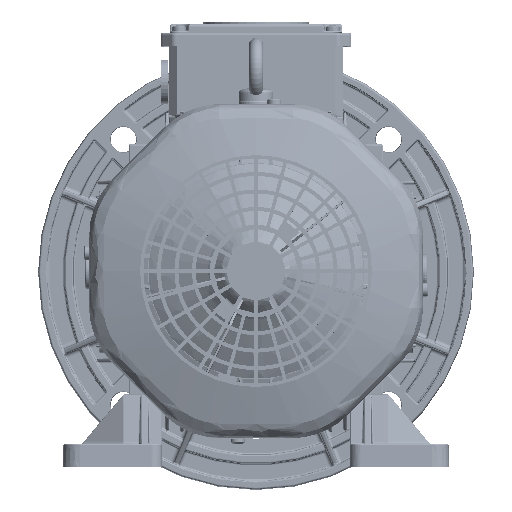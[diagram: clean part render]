
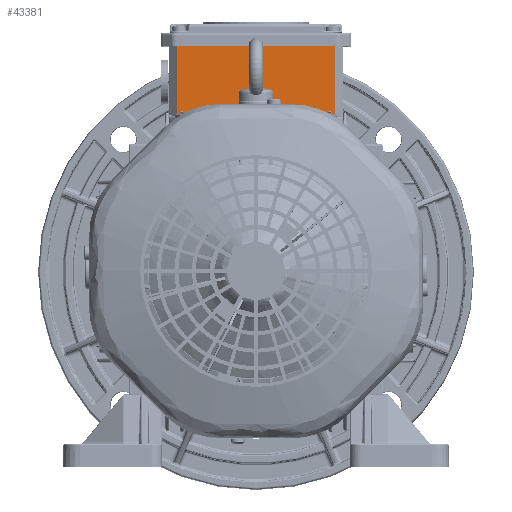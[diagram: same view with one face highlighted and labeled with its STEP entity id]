
A CAD part, top view. The second image highlights one B-rep face of the part: STEP entity #43381.
In plain terms, the highlighted planar face has unit normal (0, 0, 1).
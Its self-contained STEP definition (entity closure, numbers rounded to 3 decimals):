
#43381=ADVANCED_FACE('',(#51963),#47551,.T.);
#47551=PLANE('',#157848);
#51963=FACE_OUTER_BOUND('',#59161,.T.);
#59161=EDGE_LOOP('',(#81006,#81007,#81008,#81009));
#81006=ORIENTED_EDGE('',*,*,#124597,.F.);
#81007=ORIENTED_EDGE('',*,*,#124609,.T.);
#81008=ORIENTED_EDGE('',*,*,#124610,.T.);
#81009=ORIENTED_EDGE('',*,*,#124589,.F.);
#106040=VERTEX_POINT('',#246439);
#106042=VERTEX_POINT('',#246442);
#106048=VERTEX_POINT('',#246457);
#106059=VERTEX_POINT('',#246482);
#124589=EDGE_CURVE('',#106040,#106042,#139057,.T.);
#124597=EDGE_CURVE('',#106048,#106040,#139065,.T.);
#124609=EDGE_CURVE('',#106048,#106059,#139077,.T.);
#124610=EDGE_CURVE('',#106059,#106042,#139078,.T.);
#139057=LINE('',#246441,#145990);
#139065=LINE('',#246458,#145998);
#139077=LINE('',#246481,#146010);
#139078=LINE('',#246483,#146011);
#145990=VECTOR('',#177563,1.);
#145998=VECTOR('',#177575,1.);
#146010=VECTOR('',#177589,1.);
#146011=VECTOR('',#177590,1.);
#157848=AXIS2_PLACEMENT_3D('',#246484,#177591,#177592);
#177563=DIRECTION('',(0.,-1.,0.));
#177575=DIRECTION('',(1.,0.,0.));
#177589=DIRECTION('',(0.,-1.,0.));
#177590=DIRECTION('',(1.,0.,0.));
#177591=DIRECTION('',(0.,0.,1.));
#177592=DIRECTION('',(1.,0.,0.));
#246439=CARTESIAN_POINT('',(45.172,129.5,172.));
#246441=CARTESIAN_POINT('',(45.172,142.,172.));
#246442=CARTESIAN_POINT('',(45.172,90.,172.));
#246457=CARTESIAN_POINT('',(-45.172,129.5,172.));
#246458=CARTESIAN_POINT('',(-45.172,129.5,172.));
#246481=CARTESIAN_POINT('',(-45.172,142.,172.));
#246482=CARTESIAN_POINT('',(-45.172,90.,172.));
#246483=CARTESIAN_POINT('',(45.172,90.,172.));
#246484=CARTESIAN_POINT('',(45.172,142.,172.));
